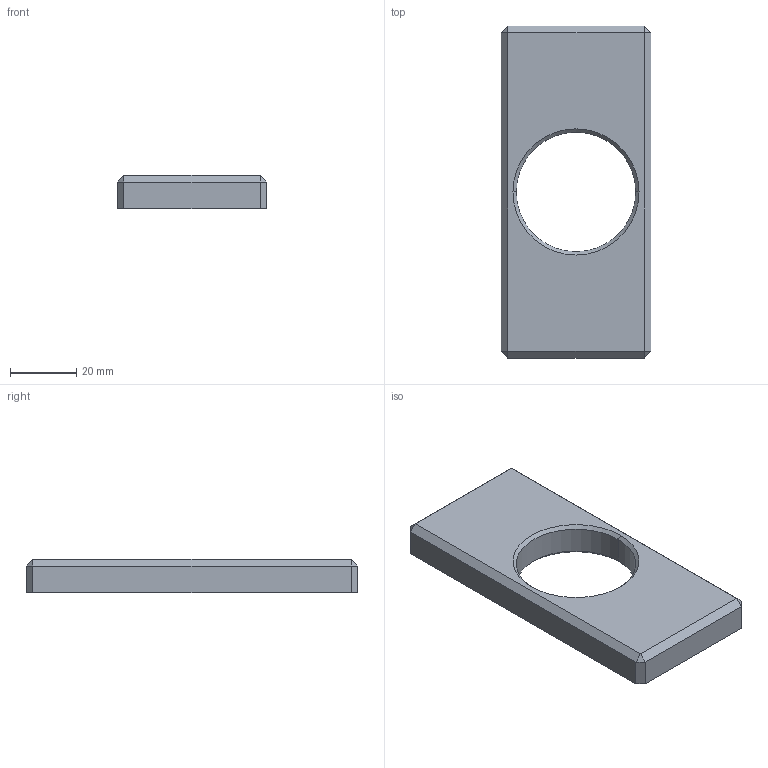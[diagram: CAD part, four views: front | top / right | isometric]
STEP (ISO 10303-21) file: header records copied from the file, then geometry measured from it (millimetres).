
FILE_DESCRIPTION (( 'STEP AP203' ), '1' );
FILE_NAME ('181-0510-04-W.STEP', '2021-04-14T13:57:14', ( '' ), ( '' ), 'SwSTEP 2.0', 'SolidWorks 2018', '' );
FILE_SCHEMA (( 'CONFIG_CONTROL_DESIGN' ));
Length unit declared in the file: millimetre
Products named in the file (2): 181-0510-04-W
Bounding box: 45 x 100 x 10 mm (x, y, z)
Volume: 34066.4 mm3; surface area: 10478.3 mm2
Topology: 1 solids, 1 shells, 311 faces, 818 edges, 540 vertices
Faces by surface type: plane 185, bspline 120, cone 4, cylinder 2
Entity records: 15867 total; most frequent: CARTESIAN_POINT 8847, ORIENTED_EDGE 1636, DIRECTION 972, EDGE_CURVE 818, LINE 570, VECTOR 570, VERTEX_POINT 540, EDGE_LOOP 344
